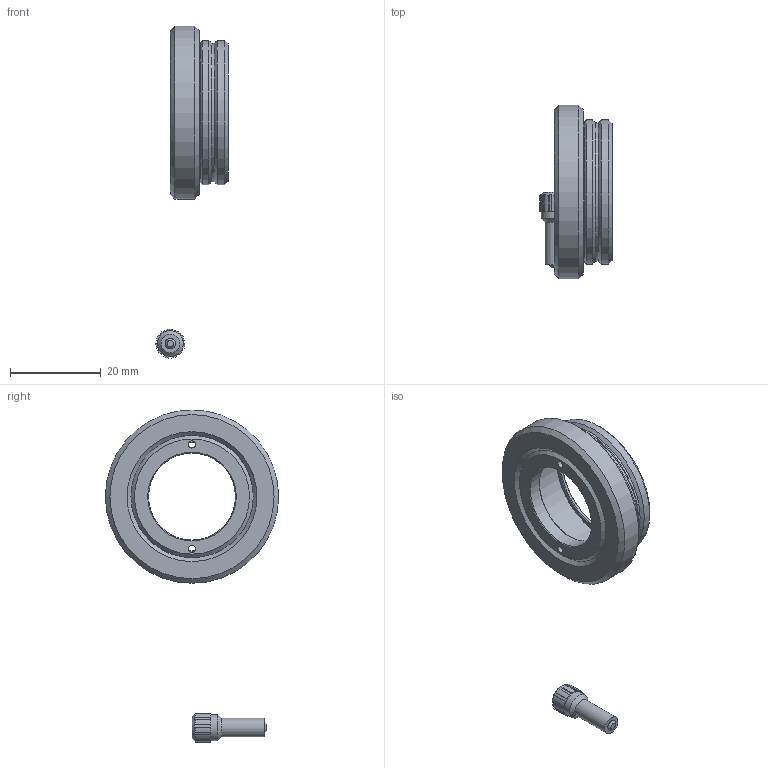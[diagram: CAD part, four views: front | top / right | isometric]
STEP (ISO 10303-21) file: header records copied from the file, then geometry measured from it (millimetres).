
FILE_DESCRIPTION (( 'STEP AP203' ), '1' );
FILE_NAME ('54010000E_step.STEP', '2019-08-13T21:18:58', ( '' ), ( '' ), 'SwSTEP 2.0', 'SolidWorks 2016', '' );
FILE_SCHEMA (( 'CONFIG_CONTROL_DESIGN' ));
Length unit declared in the file: inch
Products named in the file (1): 54010000E_step
Bounding box: 15.87 x 38.1 x 73.01 mm (x, y, z)
Volume: 6540.7 mm3; surface area: 4905.2 mm2
Topology: 3 solids, 3 shells, 84 faces, 209 edges, 135 vertices
Faces by surface type: plane 43, cylinder 25, cone 16
Full cylindrical faces by diameter (mm): 1.575 x2, 2.337 x1, 4.089 x1, 5.715 x1, 19.114 x1, 23.812 x1, 25.718 x1, 26.861 x1, 30.411 x1, 30.836 x1, 31.725 x2, 38.1 x1
Entity records: 2380 total; most frequent: CARTESIAN_POINT 418, DIRECTION 393, ORIENTED_EDGE 344, EDGE_CURVE 172, AXIS2_PLACEMENT_3D 147, VERTEX_POINT 128, EDGE_LOOP 126, LINE 99
